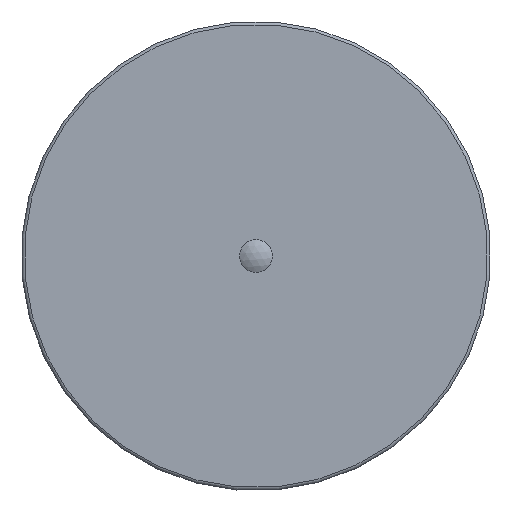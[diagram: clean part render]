
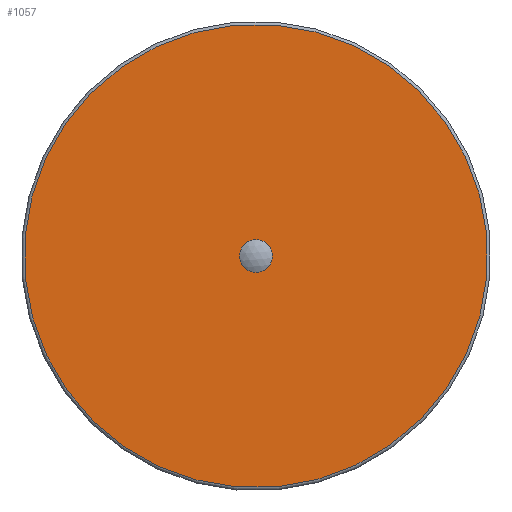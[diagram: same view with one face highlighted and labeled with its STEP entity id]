
A CAD part, front view. The second image highlights one B-rep face of the part: STEP entity #1057.
In plain terms, the highlighted planar face has unit normal (0, -1, 0).
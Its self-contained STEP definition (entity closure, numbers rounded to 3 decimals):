
#24=FACE_BOUND('',#379,.T.);
#75=PLANE('',#1194);
#196=CIRCLE('',#1151,4.);
#197=CIRCLE('',#1152,4.);
#219=CIRCLE('',#1191,84.632);
#220=CIRCLE('',#1192,84.632);
#309=FACE_OUTER_BOUND('',#378,.T.);
#378=EDGE_LOOP('',(#872,#873));
#379=EDGE_LOOP('',(#874,#875));
#456=VERTEX_POINT('',#8348);
#457=VERTEX_POINT('',#8350);
#486=VERTEX_POINT('',#14434);
#487=VERTEX_POINT('',#14435);
#582=EDGE_CURVE('',#457,#456,#196,.T.);
#583=EDGE_CURVE('',#456,#457,#197,.T.);
#624=EDGE_CURVE('',#486,#487,#219,.T.);
#625=EDGE_CURVE('',#487,#486,#220,.T.);
#872=ORIENTED_EDGE('',*,*,#624,.T.);
#873=ORIENTED_EDGE('',*,*,#625,.T.);
#874=ORIENTED_EDGE('',*,*,#582,.T.);
#875=ORIENTED_EDGE('',*,*,#583,.T.);
#1057=ADVANCED_FACE('',(#309,#24),#75,.T.);
#1151=AXIS2_PLACEMENT_3D('',#8351,#1365,#1366);
#1152=AXIS2_PLACEMENT_3D('',#8352,#1367,#1368);
#1191=AXIS2_PLACEMENT_3D('',#14436,#1460,#1461);
#1192=AXIS2_PLACEMENT_3D('',#14437,#1462,#1463);
#1194=AXIS2_PLACEMENT_3D('',#14439,#1466,#1467);
#1365=DIRECTION('center_axis',(0.,1.,0.));
#1366=DIRECTION('ref_axis',(-0.091,0.,0.996));
#1367=DIRECTION('center_axis',(0.,1.,0.));
#1368=DIRECTION('ref_axis',(-0.091,0.,0.996));
#1460=DIRECTION('center_axis',(0.,-1.,0.));
#1461=DIRECTION('ref_axis',(-0.996,0.,-0.091));
#1462=DIRECTION('center_axis',(0.,-1.,0.));
#1463=DIRECTION('ref_axis',(-0.996,0.,-0.091));
#1466=DIRECTION('center_axis',(0.,-1.,0.));
#1467=DIRECTION('ref_axis',(-0.091,0.,0.996));
#8348=CARTESIAN_POINT('',(-3.192,-107.743,-3.983));
#8350=CARTESIAN_POINT('',(-3.923,-107.743,3.983));
#8351=CARTESIAN_POINT('Origin',(-3.557,-107.743,0.));
#8352=CARTESIAN_POINT('Origin',(-3.557,-107.743,0.));
#14434=CARTESIAN_POINT('',(-87.835,-107.743,-7.741));
#14435=CARTESIAN_POINT('',(4.183,-107.743,-84.278));
#14436=CARTESIAN_POINT('Origin',(-3.557,-107.743,0.));
#14437=CARTESIAN_POINT('Origin',(-3.557,-107.743,0.));
#14439=CARTESIAN_POINT('Origin',(-3.557,-107.743,0.));
